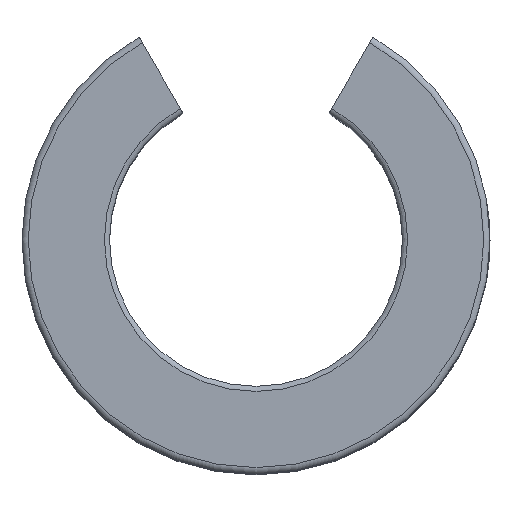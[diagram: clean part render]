
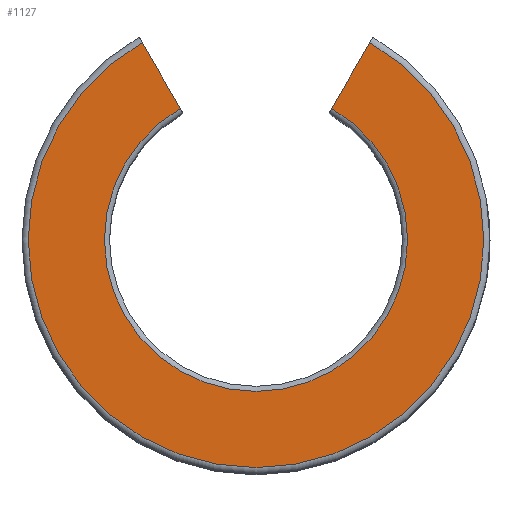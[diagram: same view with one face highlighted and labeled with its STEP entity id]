
A CAD part, top view. The second image highlights one B-rep face of the part: STEP entity #1127.
In plain terms, the highlighted planar face has unit normal (0, 0, 1).
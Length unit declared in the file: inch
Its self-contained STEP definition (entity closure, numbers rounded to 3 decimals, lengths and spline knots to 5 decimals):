
#41 = ORIENTED_EDGE ( 'NONE', *, *, #2001, .F. ) ;
#53 = CARTESIAN_POINT ( 'NONE',  ( 0., 0., 1.30875 ) ) ;
#54 = DIRECTION ( 'NONE',  ( 0., 0., -1. ) ) ;
#77 = DIRECTION ( 'NONE',  ( 0., 1., 0. ) ) ;
#113 = ORIENTED_EDGE ( 'NONE', *, *, #1643, .F. ) ;
#159 = LINE ( 'NONE', #2020, #1740 ) ;
#185 = LINE ( 'NONE', #1793, #2123 ) ;
#362 = CARTESIAN_POINT ( 'NONE',  ( -0.48613, 0.84289, 1.30875 ) ) ;
#387 = CIRCLE ( 'NONE', #654, 0.6475 ) ;
#516 = CARTESIAN_POINT ( 'NONE',  ( 0., 0., 1.30875 ) ) ;
#563 = AXIS2_PLACEMENT_3D ( 'NONE', #1884, #54, #724 ) ;
#654 = AXIS2_PLACEMENT_3D ( 'NONE', #1221, #2147, #77 ) ;
#724 = DIRECTION ( 'NONE',  ( 0., 1., 0. ) ) ;
#737 = PLANE ( 'NONE',  #563 ) ;
#833 = DIRECTION ( 'NONE',  ( 0., 1., 0. ) ) ;
#865 = DIRECTION ( 'NONE',  ( 0.5, 0.866, 0. ) ) ;
#901 = VERTEX_POINT ( 'NONE', #2364 ) ;
#975 = DIRECTION ( 'NONE',  ( 0., 0., 1. ) ) ;
#994 = CARTESIAN_POINT ( 'NONE',  ( 0.32336, 0.56097, 1.30875 ) ) ;
#1075 = ORIENTED_EDGE ( 'NONE', *, *, #1779, .F. ) ;
#1080 = VERTEX_POINT ( 'NONE', #1192 ) ;
#1110 = ORIENTED_EDGE ( 'NONE', *, *, #2407, .F. ) ;
#1127 = ADVANCED_FACE ( 'NONE', ( #2782 ), #737, .F. ) ;
#1145 = DIRECTION ( 'NONE',  ( 0., 1., 0. ) ) ;
#1191 = DIRECTION ( 'NONE',  ( 0., 0., -1. ) ) ;
#1192 = CARTESIAN_POINT ( 'NONE',  ( 0.48613, 0.84289, 1.30875 ) ) ;
#1221 = CARTESIAN_POINT ( 'NONE',  ( 0., 0., 1.30875 ) ) ;
#1271 = VERTEX_POINT ( 'NONE', #362 ) ;
#1344 = VERTEX_POINT ( 'NONE', #994 ) ;
#1446 = CARTESIAN_POINT ( 'NONE',  ( -0.32336, 0.56097, 1.30875 ) ) ;
#1548 = DIRECTION ( 'NONE',  ( 0., 0., 1. ) ) ;
#1643 = EDGE_CURVE ( 'NONE', #1344, #1080, #159, .T. ) ;
#1740 = VECTOR ( 'NONE', #865, 39.37008 ) ;
#1779 = EDGE_CURVE ( 'NONE', #2492, #1344, #2864, .T. ) ;
#1793 = CARTESIAN_POINT ( 'NONE',  ( -0.3125, 0.54216, 1.30875 ) ) ;
#1821 = DIRECTION ( 'NONE',  ( 0.5, -0.866, 0. ) ) ;
#1884 = CARTESIAN_POINT ( 'NONE',  ( 0., 0.97303, 1.30875 ) ) ;
#1886 = CIRCLE ( 'NONE', #2220, 0.6475 ) ;
#1895 = CARTESIAN_POINT ( 'NONE',  ( 0.6475, 0., 1.30875 ) ) ;
#1905 = DIRECTION ( 'NONE',  ( 0., 1., 0. ) ) ;
#1912 = EDGE_LOOP ( 'NONE', ( #1110, #113, #1075, #1973, #2645, #41 ) ) ;
#1968 = EDGE_CURVE ( 'NONE', #2883, #901, #1886, .T. ) ;
#1973 = ORIENTED_EDGE ( 'NONE', *, *, #2663, .F. ) ;
#2001 = EDGE_CURVE ( 'NONE', #1271, #2883, #185, .T. ) ;
#2020 = CARTESIAN_POINT ( 'NONE',  ( 0.61292, 1.0625, 1.30875 ) ) ;
#2123 = VECTOR ( 'NONE', #1821, 39.37008 ) ;
#2147 = DIRECTION ( 'NONE',  ( 0., 0., 1. ) ) ;
#2220 = AXIS2_PLACEMENT_3D ( 'NONE', #2710, #1548, #833 ) ;
#2272 = CIRCLE ( 'NONE', #2378, 0.97303 ) ;
#2364 = CARTESIAN_POINT ( 'NONE',  ( -0.6475, 0., 1.30875 ) ) ;
#2378 = AXIS2_PLACEMENT_3D ( 'NONE', #53, #1191, #1145 ) ;
#2407 = EDGE_CURVE ( 'NONE', #1080, #1271, #2272, .T. ) ;
#2492 = VERTEX_POINT ( 'NONE', #1895 ) ;
#2561 = AXIS2_PLACEMENT_3D ( 'NONE', #516, #975, #1905 ) ;
#2645 = ORIENTED_EDGE ( 'NONE', *, *, #1968, .F. ) ;
#2663 = EDGE_CURVE ( 'NONE', #901, #2492, #387, .T. ) ;
#2710 = CARTESIAN_POINT ( 'NONE',  ( 0., 0., 1.30875 ) ) ;
#2782 = FACE_OUTER_BOUND ( 'NONE', #1912, .T. ) ;
#2864 = CIRCLE ( 'NONE', #2561, 0.6475 ) ;
#2883 = VERTEX_POINT ( 'NONE', #1446 ) ;
